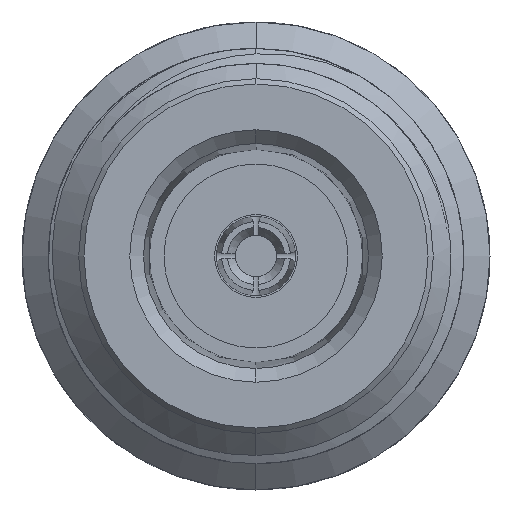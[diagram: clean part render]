
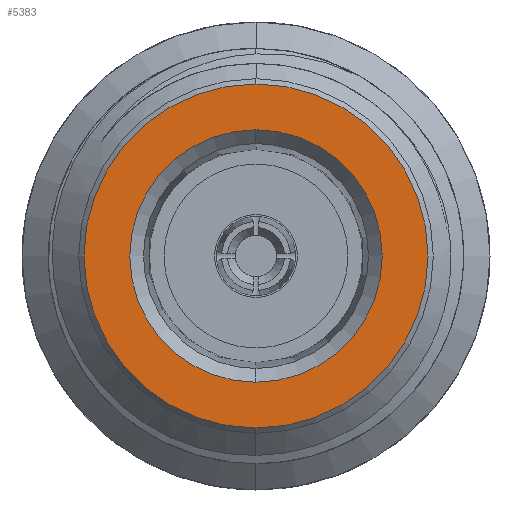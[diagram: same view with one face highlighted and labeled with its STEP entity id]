
A CAD part, left-side view. The second image highlights one B-rep face of the part: STEP entity #5383.
In plain terms, the highlighted planar face has unit normal (-1, 0, 0).
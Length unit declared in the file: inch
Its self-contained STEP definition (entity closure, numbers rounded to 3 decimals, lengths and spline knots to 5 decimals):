
#119 = ORIENTED_EDGE ( 'NONE', *, *, #4420, .T. ) ;
#268 = CARTESIAN_POINT ( 'NONE',  ( 0., 0., -0.18936 ) ) ;
#461 = DIRECTION ( 'NONE',  ( 1., 0., 0. ) ) ;
#590 = VERTEX_POINT ( 'NONE', #5112 ) ;
#634 = CARTESIAN_POINT ( 'NONE',  ( 0., 0., 0. ) ) ;
#842 = DIRECTION ( 'NONE',  ( 0., 0., 1. ) ) ;
#909 = DIRECTION ( 'NONE',  ( 0., 0., 1. ) ) ;
#942 = FACE_BOUND ( 'NONE', #2144, .T. ) ;
#949 = CARTESIAN_POINT ( 'NONE',  ( 0., 0., 0. ) ) ;
#1080 = CARTESIAN_POINT ( 'NONE',  ( 0., 0., -0.25805 ) ) ;
#1297 = CARTESIAN_POINT ( 'NONE',  ( 0., 0., 0. ) ) ;
#1454 = FACE_OUTER_BOUND ( 'NONE', #1629, .T. ) ;
#1456 = CARTESIAN_POINT ( 'NONE',  ( 0., 0., 0. ) ) ;
#1629 = EDGE_LOOP ( 'NONE', ( #5225, #3320 ) ) ;
#2144 = EDGE_LOOP ( 'NONE', ( #119, #3918 ) ) ;
#2275 = AXIS2_PLACEMENT_3D ( 'NONE', #1456, #4968, #4117 ) ;
#2370 = AXIS2_PLACEMENT_3D ( 'NONE', #1297, #3532, #842 ) ;
#2578 = CIRCLE ( 'NONE', #4683, 0.25805 ) ;
#2621 = CARTESIAN_POINT ( 'NONE',  ( 0., 0., 0.25805 ) ) ;
#2848 = VERTEX_POINT ( 'NONE', #1080 ) ;
#2901 = DIRECTION ( 'NONE',  ( 0., 0., 1. ) ) ;
#3290 = CARTESIAN_POINT ( 'NONE',  ( 0., 0., 0. ) ) ;
#3320 = ORIENTED_EDGE ( 'NONE', *, *, #5308, .T. ) ;
#3532 = DIRECTION ( 'NONE',  ( -1., 0., 0. ) ) ;
#3820 = CIRCLE ( 'NONE', #2370, 0.25805 ) ;
#3918 = ORIENTED_EDGE ( 'NONE', *, *, #5202, .T. ) ;
#3921 = CIRCLE ( 'NONE', #5253, 0.18936 ) ;
#4015 = AXIS2_PLACEMENT_3D ( 'NONE', #3290, #5126, #909 ) ;
#4117 = DIRECTION ( 'NONE',  ( 0., 0., 1. ) ) ;
#4203 = CIRCLE ( 'NONE', #2275, 0.18936 ) ;
#4302 = VERTEX_POINT ( 'NONE', #2621 ) ;
#4420 = EDGE_CURVE ( 'NONE', #590, #5762, #3921, .T. ) ;
#4683 = AXIS2_PLACEMENT_3D ( 'NONE', #634, #5251, #2901 ) ;
#4968 = DIRECTION ( 'NONE',  ( 1., 0., 0. ) ) ;
#5112 = CARTESIAN_POINT ( 'NONE',  ( 0., 0., 0.18936 ) ) ;
#5126 = DIRECTION ( 'NONE',  ( -1., 0., 0. ) ) ;
#5202 = EDGE_CURVE ( 'NONE', #5762, #590, #4203, .T. ) ;
#5225 = ORIENTED_EDGE ( 'NONE', *, *, #5561, .T. ) ;
#5251 = DIRECTION ( 'NONE',  ( -1., 0., 0. ) ) ;
#5253 = AXIS2_PLACEMENT_3D ( 'NONE', #949, #461, #5494 ) ;
#5308 = EDGE_CURVE ( 'NONE', #4302, #2848, #3820, .T. ) ;
#5383 = ADVANCED_FACE ( 'NONE', ( #942, #1454 ), #5548, .T. ) ;
#5494 = DIRECTION ( 'NONE',  ( 0., 0., 1. ) ) ;
#5548 = PLANE ( 'NONE',  #4015 ) ;
#5561 = EDGE_CURVE ( 'NONE', #2848, #4302, #2578, .T. ) ;
#5762 = VERTEX_POINT ( 'NONE', #268 ) ;
